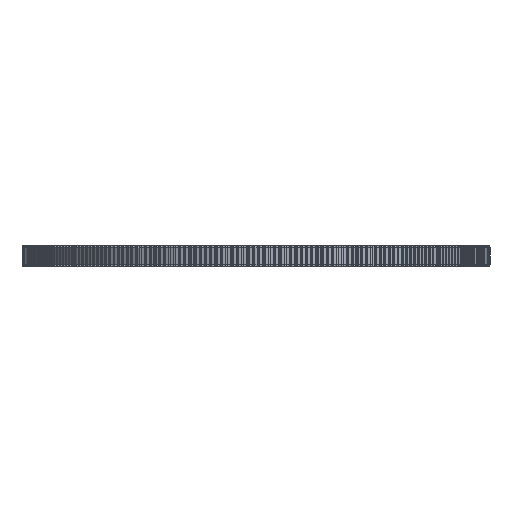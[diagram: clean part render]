
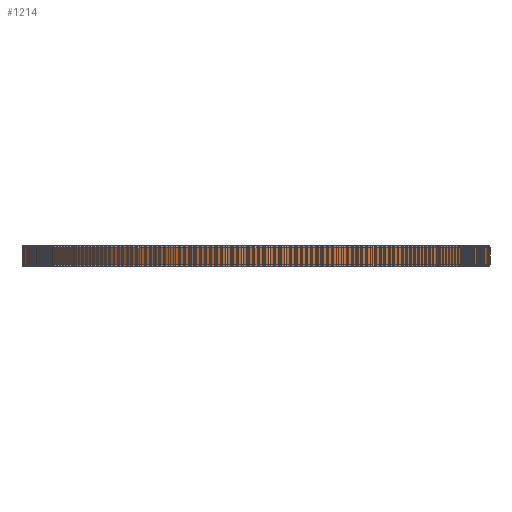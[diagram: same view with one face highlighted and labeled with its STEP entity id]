
A CAD part, front view. The second image highlights one B-rep face of the part: STEP entity #1214.
In plain terms, the highlighted cylindrical face has radius 86.899 mm (diameter 173.797 mm), a full revolution.
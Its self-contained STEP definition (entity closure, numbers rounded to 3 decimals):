
#97=FACE_BOUND('',#4496,.T.);
#98=FACE_BOUND('',#4497,.T.);
#1214=ADVANCED_FACE('',(#97,#98),#2307,.T.);
#2307=CYLINDRICAL_SURFACE('',#24167,86.899);
#4496=EDGE_LOOP('',(#13234));
#4497=EDGE_LOOP('',(#13235));
#13234=ORIENTED_EDGE('',*,*,#18698,.T.);
#13235=ORIENTED_EDGE('',*,*,#18699,.T.);
#15420=VERTEX_POINT('',#38380);
#15421=VERTEX_POINT('',#38382);
#18698=EDGE_CURVE('',#15420,#15420,#20884,.T.);
#18699=EDGE_CURVE('',#15421,#15421,#20885,.T.);
#20884=CIRCLE('',#24165,86.899);
#20885=CIRCLE('',#24166,86.899);
#24165=AXIS2_PLACEMENT_3D('',#38379,#31818,#31819);
#24166=AXIS2_PLACEMENT_3D('',#38381,#31820,#31821);
#24167=AXIS2_PLACEMENT_3D('',#38383,#31822,#31823);
#31818=DIRECTION('',(0.,0.,1.));
#31819=DIRECTION('',(1.,0.,0.));
#31820=DIRECTION('',(0.,0.,-1.));
#31821=DIRECTION('',(1.,0.,0.));
#31822=DIRECTION('',(0.,0.,1.));
#31823=DIRECTION('',(1.,0.,0.));
#38379=CARTESIAN_POINT('',(0.,0.,1.));
#38380=CARTESIAN_POINT('',(86.899,0.,1.));
#38381=CARTESIAN_POINT('',(0.,0.,7.));
#38382=CARTESIAN_POINT('',(86.899,0.,7.));
#38383=CARTESIAN_POINT('',(0.,0.,1.));
